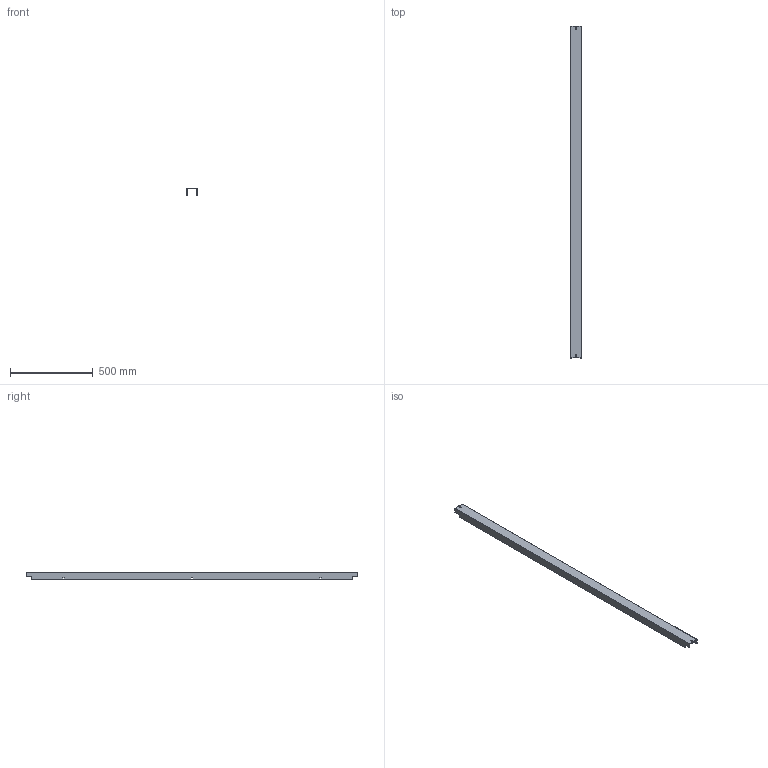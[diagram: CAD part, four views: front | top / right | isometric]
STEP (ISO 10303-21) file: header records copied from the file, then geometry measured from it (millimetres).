
FILE_DESCRIPTION (( 'STEP AP214' ), '1' );
FILE_NAME ('YKM30-SV-2000-36 Ñîåäèíèòåëüíàÿ âñòàâêà 2000-36, äëÿ ÊÑÐÌ.STEP', '2016-10-19T13:19:56', ( 'user' ), ( '' ), 'SwSTEP 2.0', 'SolidWorks 2014', '' );
FILE_SCHEMA (( 'AUTOMOTIVE_DESIGN' ));
Length unit declared in the file: millimetre
Products named in the file (1): YKM30-SV-2000-36 Ñîåäèíèòåëüíàÿ âñòàâêà 2000-36, äëÿ ÊÑÐÌ
Bounding box: 63 x 2000 x 48 mm (x, y, z)
Volume: 462981 mm3; surface area: 624220 mm2
Topology: 1 solids, 1 shells, 50 faces, 144 edges, 96 vertices
Faces by surface type: plane 50
Entity records: 1666 total; most frequent: CARTESIAN_POINT 291, ORIENTED_EDGE 288, DIRECTION 246, LINE 144, VECTOR 144, EDGE_CURVE 144, VERTEX_POINT 96, EDGE_LOOP 62
